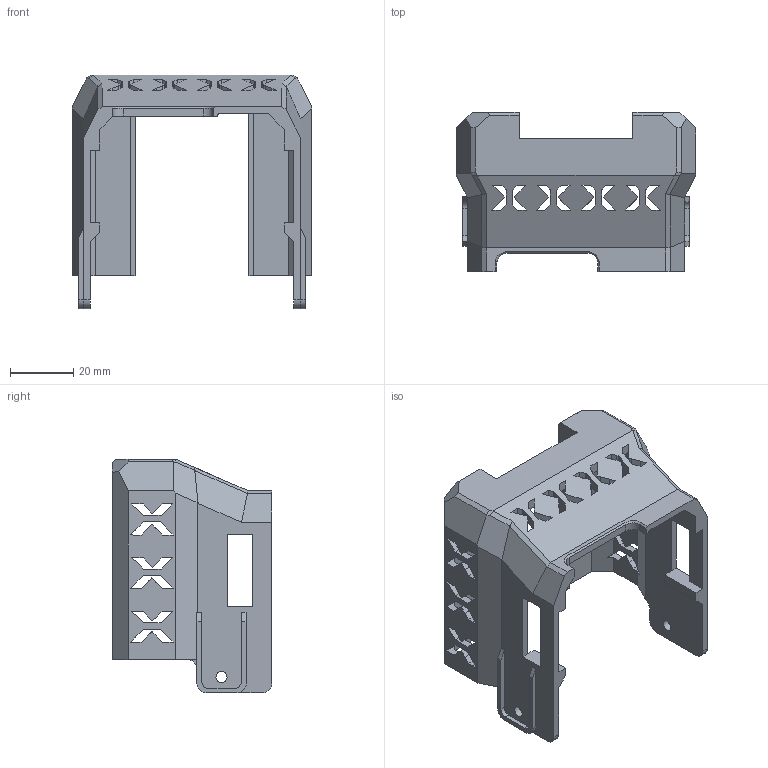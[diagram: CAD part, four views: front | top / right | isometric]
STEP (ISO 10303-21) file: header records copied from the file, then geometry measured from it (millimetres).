
FILE_DESCRIPTION(/* description */ (''),/* implementation_level */ '2;1');
FILE_NAME(/* name */ '02_10__XP__Cover_Print_Head_Back___V1.0.step',/* time_stamp */ '2025-04-03T11:35:51+02:00',/* author */ (''),/* organization */ (''),/* preprocessor_version */ 'ST-DEVELOPER v20.1',/* originating_system */ 'Autodesk Translation Framework v14.4.0.0',/* authorisation */ '');
FILE_SCHEMA (('AUTOMOTIVE_DESIGN { 1 0 10303 214 3 1 1 }'));
Length unit declared in the file: millimetre
Products named in the file (1): 02_10__XP__Cover_Print_Head_Back___V1.0
Bounding box: 75.8 x 50.5 x 74.03 mm (x, y, z)
Volume: 28236.3 mm3; surface area: 24346.7 mm2
Topology: 1 solids, 1 shells, 378 faces, 1162 edges, 770 vertices
Faces by surface type: plane 286, bspline 70, cylinder 19, cone 2, torus 1
Full cylindrical faces by diameter (mm): 3.5 x2
Entity records: 13750 total; most frequent: CARTESIAN_POINT 3889, ORIENTED_EDGE 2324, DIRECTION 1658, EDGE_CURVE 1162, LINE 952, VECTOR 952, VERTEX_POINT 770, EDGE_LOOP 410
